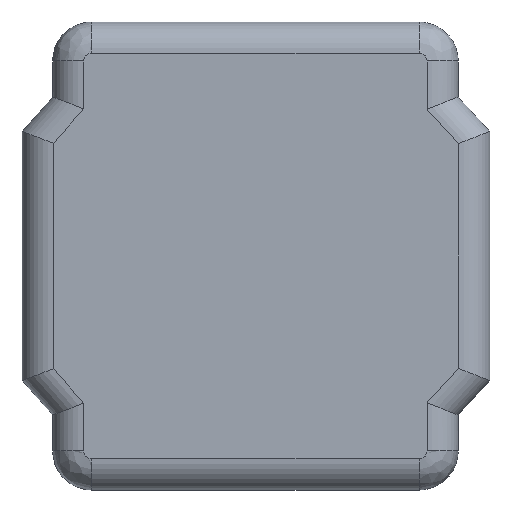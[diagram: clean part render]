
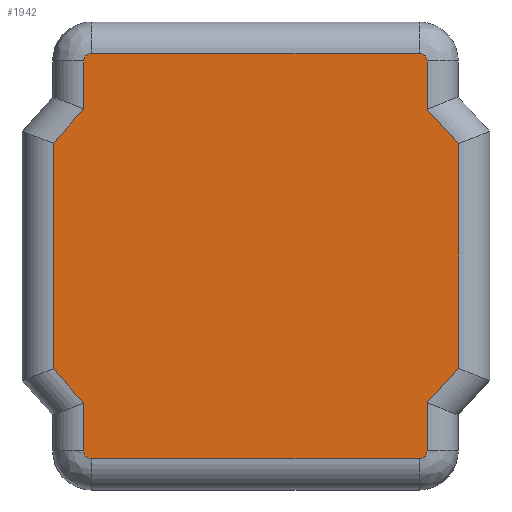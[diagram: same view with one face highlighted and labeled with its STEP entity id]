
A CAD part, front view. The second image highlights one B-rep face of the part: STEP entity #1942.
In plain terms, the highlighted planar face has unit normal (0, -1, 0).
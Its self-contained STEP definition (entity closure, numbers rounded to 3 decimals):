
#162=FACE_OUTER_BOUND('',#274,.T.);
#274=EDGE_LOOP('',(#1569,#1570,#1571,#1572,#1573,#1574,#1575,#1576,#1577,
#1578,#1579,#1580,#1581,#1582,#1583,#1584));
#402=LINE('',#3084,#582);
#403=LINE('',#3088,#583);
#405=LINE('',#3094,#585);
#407=LINE('',#3100,#587);
#410=LINE('',#3111,#590);
#411=LINE('',#3131,#591);
#413=LINE('',#3148,#593);
#416=LINE('',#3154,#596);
#418=LINE('',#3160,#598);
#420=LINE('',#3166,#600);
#421=LINE('',#3186,#601);
#423=LINE('',#3203,#603);
#582=VECTOR('',#2456,10.);
#583=VECTOR('',#2461,10.);
#585=VECTOR('',#2467,10.);
#587=VECTOR('',#2473,10.);
#590=VECTOR('',#2482,10.);
#591=VECTOR('',#2495,10.);
#593=VECTOR('',#2505,10.);
#596=VECTOR('',#2510,10.);
#598=VECTOR('',#2516,10.);
#600=VECTOR('',#2522,10.);
#601=VECTOR('',#2535,10.);
#603=VECTOR('',#2545,10.);
#716=CIRCLE('',#2097,0.1);
#720=CIRCLE('',#2102,0.1);
#723=CIRCLE('',#2112,0.1);
#727=CIRCLE('',#2117,0.1);
#847=VERTEX_POINT('',#3081);
#848=VERTEX_POINT('',#3083);
#849=VERTEX_POINT('',#3087);
#851=VERTEX_POINT('',#3093);
#853=VERTEX_POINT('',#3099);
#857=VERTEX_POINT('',#3108);
#858=VERTEX_POINT('',#3110);
#860=VERTEX_POINT('',#3123);
#862=VERTEX_POINT('',#3129);
#864=VERTEX_POINT('',#3143);
#866=VERTEX_POINT('',#3153);
#868=VERTEX_POINT('',#3159);
#870=VERTEX_POINT('',#3165);
#872=VERTEX_POINT('',#3178);
#874=VERTEX_POINT('',#3184);
#876=VERTEX_POINT('',#3198);
#1071=EDGE_CURVE('',#847,#848,#402,.T.);
#1073=EDGE_CURVE('',#848,#849,#403,.T.);
#1076=EDGE_CURVE('',#849,#851,#405,.T.);
#1079=EDGE_CURVE('',#851,#853,#407,.T.);
#1084=EDGE_CURVE('',#857,#858,#410,.T.);
#1087=EDGE_CURVE('',#860,#857,#716,.T.);
#1090=EDGE_CURVE('',#862,#860,#411,.T.);
#1093=EDGE_CURVE('',#864,#862,#720,.T.);
#1095=EDGE_CURVE('',#853,#864,#413,.T.);
#1098=EDGE_CURVE('',#858,#866,#416,.T.);
#1101=EDGE_CURVE('',#866,#868,#418,.T.);
#1104=EDGE_CURVE('',#868,#870,#420,.T.);
#1107=EDGE_CURVE('',#872,#847,#723,.T.);
#1110=EDGE_CURVE('',#874,#872,#421,.T.);
#1113=EDGE_CURVE('',#876,#874,#727,.T.);
#1115=EDGE_CURVE('',#870,#876,#423,.T.);
#1569=ORIENTED_EDGE('',*,*,#1084,.F.);
#1570=ORIENTED_EDGE('',*,*,#1087,.F.);
#1571=ORIENTED_EDGE('',*,*,#1090,.F.);
#1572=ORIENTED_EDGE('',*,*,#1093,.F.);
#1573=ORIENTED_EDGE('',*,*,#1095,.F.);
#1574=ORIENTED_EDGE('',*,*,#1079,.F.);
#1575=ORIENTED_EDGE('',*,*,#1076,.F.);
#1576=ORIENTED_EDGE('',*,*,#1073,.F.);
#1577=ORIENTED_EDGE('',*,*,#1071,.F.);
#1578=ORIENTED_EDGE('',*,*,#1107,.F.);
#1579=ORIENTED_EDGE('',*,*,#1110,.F.);
#1580=ORIENTED_EDGE('',*,*,#1113,.F.);
#1581=ORIENTED_EDGE('',*,*,#1115,.F.);
#1582=ORIENTED_EDGE('',*,*,#1104,.F.);
#1583=ORIENTED_EDGE('',*,*,#1101,.F.);
#1584=ORIENTED_EDGE('',*,*,#1098,.F.);
#1848=PLANE('',#2132);
#1942=ADVANCED_FACE('',(#162),#1848,.T.);
#2097=AXIS2_PLACEMENT_3D('',#3125,#2487,#2488);
#2102=AXIS2_PLACEMENT_3D('',#3145,#2499,#2500);
#2112=AXIS2_PLACEMENT_3D('',#3180,#2527,#2528);
#2117=AXIS2_PLACEMENT_3D('',#3200,#2539,#2540);
#2132=AXIS2_PLACEMENT_3D('',#3257,#2586,#2587);
#2456=DIRECTION('',(0.,0.,-1.));
#2461=DIRECTION('',(0.676,0.,-0.737));
#2467=DIRECTION('',(0.,0.,-1.));
#2473=DIRECTION('',(-0.676,0.,-0.737));
#2482=DIRECTION('',(0.,0.,1.));
#2487=DIRECTION('center_axis',(0.,1.,0.));
#2488=DIRECTION('ref_axis',(-0.707,0.,-0.707));
#2495=DIRECTION('',(-1.,0.,0.));
#2499=DIRECTION('center_axis',(0.,1.,0.));
#2500=DIRECTION('ref_axis',(0.707,0.,-0.707));
#2505=DIRECTION('',(0.,0.,-1.));
#2510=DIRECTION('',(-0.662,0.,0.749));
#2516=DIRECTION('',(0.,0.,1.));
#2522=DIRECTION('',(0.662,0.,0.749));
#2527=DIRECTION('center_axis',(0.,1.,0.));
#2528=DIRECTION('ref_axis',(0.707,0.,0.707));
#2535=DIRECTION('',(1.,0.,0.));
#2539=DIRECTION('center_axis',(0.,1.,0.));
#2540=DIRECTION('ref_axis',(-0.707,0.,0.707));
#2545=DIRECTION('',(0.,0.,1.));
#2586=DIRECTION('center_axis',(0.,-1.,0.));
#2587=DIRECTION('ref_axis',(0.,0.,-1.));
#3081=CARTESIAN_POINT('',(2.2,-0.001,2.5));
#3083=CARTESIAN_POINT('',(2.2,-0.001,1.883));
#3084=CARTESIAN_POINT('',(2.2,-0.001,1.394));
#3087=CARTESIAN_POINT('',(2.605,-0.001,1.442));
#3088=CARTESIAN_POINT('',(2.612,-0.001,1.434));
#3093=CARTESIAN_POINT('',(2.605,-0.001,-1.442));
#3094=CARTESIAN_POINT('',(2.605,-0.001,-0.905));
#3099=CARTESIAN_POINT('',(2.2,-0.001,-1.883));
#3100=CARTESIAN_POINT('',(2.506,-0.001,-1.549));
#3108=CARTESIAN_POINT('',(-2.2,-0.001,-2.5));
#3110=CARTESIAN_POINT('',(-2.2,-0.001,-1.887));
#3111=CARTESIAN_POINT('',(-2.2,-0.001,-1.606));
#3123=CARTESIAN_POINT('',(-2.1,-0.001,-2.6));
#3125=CARTESIAN_POINT('Origin',(-2.1,-0.001,-2.5));
#3129=CARTESIAN_POINT('',(2.1,-0.001,-2.6));
#3131=CARTESIAN_POINT('',(-0.556,-0.001,-2.6));
#3143=CARTESIAN_POINT('',(2.2,-0.001,-2.5));
#3145=CARTESIAN_POINT('Origin',(2.1,-0.001,-2.5));
#3148=CARTESIAN_POINT('',(2.2,-0.001,-1.606));
#3153=CARTESIAN_POINT('',(-2.59,-0.001,-1.446));
#3154=CARTESIAN_POINT('',(-1.857,-0.001,-2.275));
#3159=CARTESIAN_POINT('',(-2.59,-0.001,1.446));
#3160=CARTESIAN_POINT('',(-2.59,-0.001,-0.905));
#3165=CARTESIAN_POINT('',(-2.2,-0.001,1.887));
#3166=CARTESIAN_POINT('',(-1.962,-0.001,2.156));
#3178=CARTESIAN_POINT('',(2.1,-0.001,2.6));
#3180=CARTESIAN_POINT('Origin',(2.1,-0.001,2.5));
#3184=CARTESIAN_POINT('',(-2.1,-0.001,2.6));
#3186=CARTESIAN_POINT('',(-0.556,-0.001,2.6));
#3198=CARTESIAN_POINT('',(-2.2,-0.001,2.5));
#3200=CARTESIAN_POINT('Origin',(-2.1,-0.001,2.5));
#3203=CARTESIAN_POINT('',(-2.2,-0.001,1.394));
#3257=CARTESIAN_POINT('Origin',(1.488,-0.001,-0.212));
